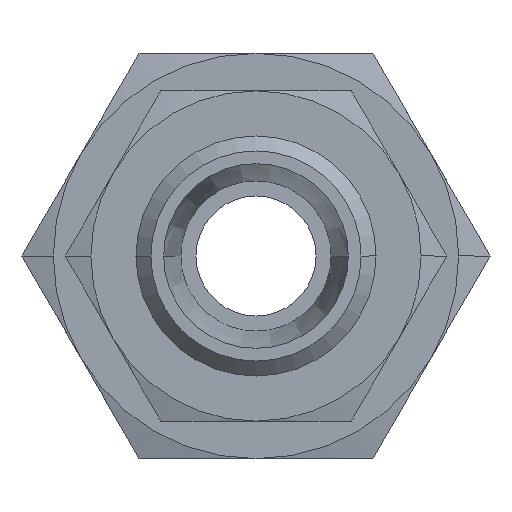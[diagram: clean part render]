
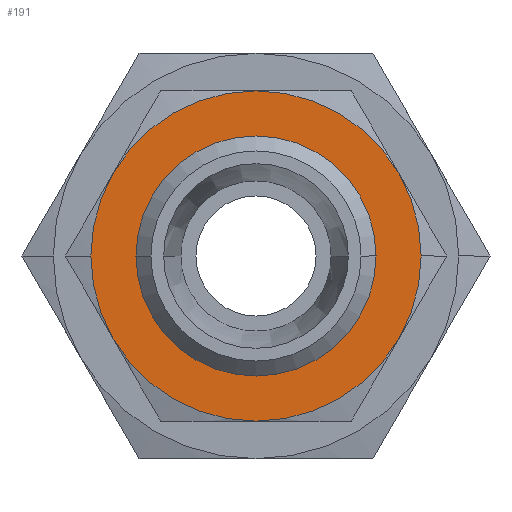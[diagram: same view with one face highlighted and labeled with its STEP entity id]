
A CAD part, left-side view. The second image highlights one B-rep face of the part: STEP entity #191.
In plain terms, the highlighted planar face has unit normal (-1, 0, 0).
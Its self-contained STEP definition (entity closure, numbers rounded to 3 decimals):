
#191 = ADVANCED_FACE( '', ( #479, #480 ), #481, .T. );
#479 = FACE_BOUND( '', #841, .T. );
#480 = FACE_OUTER_BOUND( '', #842, .T. );
#481 = PLANE( '', #843 );
#841 = EDGE_LOOP( '', ( #1817, #1818, #1819 ) );
#842 = EDGE_LOOP( '', ( #1820, #1821, #1822, #1823, #1824, #1825, #1826, #1827 ) );
#843 = AXIS2_PLACEMENT_3D( '', #1828, #1829, #1830 );
#1817 = ORIENTED_EDGE( '', *, *, #2613, .F. );
#1818 = ORIENTED_EDGE( '', *, *, #2612, .F. );
#1819 = ORIENTED_EDGE( '', *, *, #2366, .F. );
#1820 = ORIENTED_EDGE( '', *, *, #2614, .T. );
#1821 = ORIENTED_EDGE( '', *, *, #2347, .T. );
#1822 = ORIENTED_EDGE( '', *, *, #2615, .T. );
#1823 = ORIENTED_EDGE( '', *, *, #2616, .T. );
#1824 = ORIENTED_EDGE( '', *, *, #2343, .T. );
#1825 = ORIENTED_EDGE( '', *, *, #2617, .T. );
#1826 = ORIENTED_EDGE( '', *, *, #2618, .T. );
#1827 = ORIENTED_EDGE( '', *, *, #2619, .T. );
#1828 = CARTESIAN_POINT( '', ( -3., 9.445, 0. ) );
#1829 = DIRECTION( '', ( -1., 0., 0. ) );
#1830 = DIRECTION( '', ( 0., 1., 0. ) );
#2343 = EDGE_CURVE( '', #2823, #2820, #2824, .T. );
#2347 = EDGE_CURVE( '', #2827, #2829, #2831, .T. );
#2366 = EDGE_CURVE( '', #2865, #2868, #2869, .T. );
#2612 = EDGE_CURVE( '', #2868, #3274, #3275, .T. );
#2613 = EDGE_CURVE( '', #3274, #2865, #3276, .T. );
#2614 = EDGE_CURVE( '', #3277, #2827, #3278, .T. );
#2615 = EDGE_CURVE( '', #2829, #3279, #3280, .T. );
#2616 = EDGE_CURVE( '', #3279, #2823, #3281, .T. );
#2617 = EDGE_CURVE( '', #2820, #3282, #3283, .T. );
#2618 = EDGE_CURVE( '', #3282, #3284, #3285, .T. );
#2619 = EDGE_CURVE( '', #3284, #3277, #3286, .T. );
#2820 = VERTEX_POINT( '', #3538 );
#2823 = VERTEX_POINT( '', #3542 );
#2824 = CIRCLE( '', #3543, 11. );
#2827 = VERTEX_POINT( '', #3555 );
#2829 = VERTEX_POINT( '', #3558 );
#2831 = CIRCLE( '', #3569, 11. );
#2865 = VERTEX_POINT( '', #3629 );
#2868 = VERTEX_POINT( '', #3632 );
#2869 = CIRCLE( '', #3633, 7.89 );
#3274 = VERTEX_POINT( '', #4226 );
#3275 = CIRCLE( '', #4227, 7.89 );
#3276 = CIRCLE( '', #4228, 7.89 );
#3277 = VERTEX_POINT( '', #4229 );
#3278 = CIRCLE( '', #4230, 11. );
#3279 = VERTEX_POINT( '', #4231 );
#3280 = CIRCLE( '', #4232, 11. );
#3281 = CIRCLE( '', #4233, 11. );
#3282 = VERTEX_POINT( '', #4234 );
#3283 = CIRCLE( '', #4235, 11. );
#3284 = VERTEX_POINT( '', #4236 );
#3285 = CIRCLE( '', #4237, 11. );
#3286 = CIRCLE( '', #4238, 11. );
#3538 = CARTESIAN_POINT( '', ( -3., -11., 0. ) );
#3542 = CARTESIAN_POINT( '', ( -3., -9.526, -5.5 ) );
#3543 = AXIS2_PLACEMENT_3D( '', #4827, #4828, #4829 );
#3555 = CARTESIAN_POINT( '', ( -3., 11., 0. ) );
#3558 = CARTESIAN_POINT( '', ( -3., 9.526, -5.5 ) );
#3569 = AXIS2_PLACEMENT_3D( '', #4831, #4832, #4833 );
#3629 = CARTESIAN_POINT( '', ( -3., 0., -7.89 ) );
#3632 = CARTESIAN_POINT( '', ( -3., 0., 7.89 ) );
#3633 = AXIS2_PLACEMENT_3D( '', #4866, #4867, #4868 );
#4226 = CARTESIAN_POINT( '', ( -3., 7.89, 0. ) );
#4227 = AXIS2_PLACEMENT_3D( '', #5228, #5229, #5230 );
#4228 = AXIS2_PLACEMENT_3D( '', #5231, #5232, #5233 );
#4229 = CARTESIAN_POINT( '', ( -3., 9.526, 5.5 ) );
#4230 = AXIS2_PLACEMENT_3D( '', #5234, #5235, #5236 );
#4231 = CARTESIAN_POINT( '', ( -3., 0., -11. ) );
#4232 = AXIS2_PLACEMENT_3D( '', #5237, #5238, #5239 );
#4233 = AXIS2_PLACEMENT_3D( '', #5240, #5241, #5242 );
#4234 = CARTESIAN_POINT( '', ( -3., -9.526, 5.5 ) );
#4235 = AXIS2_PLACEMENT_3D( '', #5243, #5244, #5245 );
#4236 = CARTESIAN_POINT( '', ( -3., 0., 11. ) );
#4237 = AXIS2_PLACEMENT_3D( '', #5246, #5247, #5248 );
#4238 = AXIS2_PLACEMENT_3D( '', #5249, #5250, #5251 );
#4827 = CARTESIAN_POINT( '', ( -3., 0., 0. ) );
#4828 = DIRECTION( '', ( -1., 0., 0. ) );
#4829 = DIRECTION( '', ( 0., 1., 0. ) );
#4831 = CARTESIAN_POINT( '', ( -3., 0., 0. ) );
#4832 = DIRECTION( '', ( -1., 0., 0. ) );
#4833 = DIRECTION( '', ( 0., 1., 0. ) );
#4866 = CARTESIAN_POINT( '', ( -3., 0., 0. ) );
#4867 = DIRECTION( '', ( -1., 0., 0. ) );
#4868 = DIRECTION( '', ( 0., 1., 0. ) );
#5228 = CARTESIAN_POINT( '', ( -3., 0., 0. ) );
#5229 = DIRECTION( '', ( -1., 0., 0. ) );
#5230 = DIRECTION( '', ( 0., 1., 0. ) );
#5231 = CARTESIAN_POINT( '', ( -3., 0., 0. ) );
#5232 = DIRECTION( '', ( -1., 0., 0. ) );
#5233 = DIRECTION( '', ( 0., 1., 0. ) );
#5234 = CARTESIAN_POINT( '', ( -3., 0., 0. ) );
#5235 = DIRECTION( '', ( -1., 0., 0. ) );
#5236 = DIRECTION( '', ( 0., 1., 0. ) );
#5237 = CARTESIAN_POINT( '', ( -3., 0., 0. ) );
#5238 = DIRECTION( '', ( -1., 0., 0. ) );
#5239 = DIRECTION( '', ( 0., 1., 0. ) );
#5240 = CARTESIAN_POINT( '', ( -3., 0., 0. ) );
#5241 = DIRECTION( '', ( -1., 0., 0. ) );
#5242 = DIRECTION( '', ( 0., 1., 0. ) );
#5243 = CARTESIAN_POINT( '', ( -3., 0., 0. ) );
#5244 = DIRECTION( '', ( -1., 0., 0. ) );
#5245 = DIRECTION( '', ( 0., 1., 0. ) );
#5246 = CARTESIAN_POINT( '', ( -3., 0., 0. ) );
#5247 = DIRECTION( '', ( -1., 0., 0. ) );
#5248 = DIRECTION( '', ( 0., 1., 0. ) );
#5249 = CARTESIAN_POINT( '', ( -3., 0., 0. ) );
#5250 = DIRECTION( '', ( -1., 0., 0. ) );
#5251 = DIRECTION( '', ( 0., 1., 0. ) );
